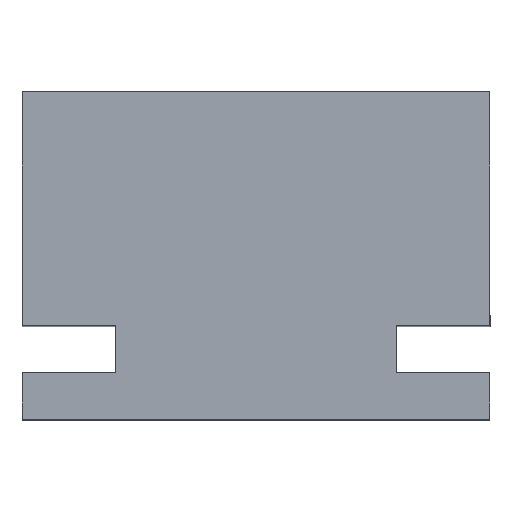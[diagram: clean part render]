
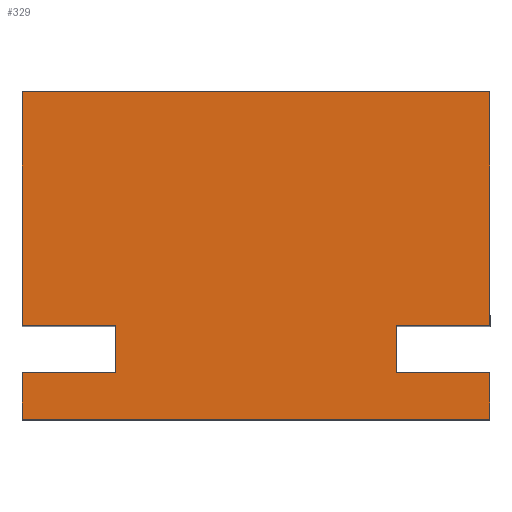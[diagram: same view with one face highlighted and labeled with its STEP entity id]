
A CAD part, top view. The second image highlights one B-rep face of the part: STEP entity #329.
In plain terms, the highlighted planar face has unit normal (0, 0, 1).
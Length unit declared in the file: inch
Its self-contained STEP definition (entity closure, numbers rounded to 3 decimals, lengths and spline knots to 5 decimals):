
#11 = ORIENTED_EDGE ( 'NONE', *, *, #346, .F. ) ;
#14 = VECTOR ( 'NONE', #256, 39.37008 ) ;
#19 = ORIENTED_EDGE ( 'NONE', *, *, #111, .F. ) ;
#29 = LINE ( 'NONE', #675, #91 ) ;
#31 = EDGE_CURVE ( 'NONE', #222, #543, #116, .T. ) ;
#33 = CARTESIAN_POINT ( 'NONE',  ( -0.375, 0.375, 1. ) ) ;
#42 = EDGE_CURVE ( 'NONE', #114, #703, #755, .T. ) ;
#48 = ORIENTED_EDGE ( 'NONE', *, *, #42, .F. ) ;
#58 = EDGE_CURVE ( 'NONE', #703, #222, #199, .T. ) ;
#59 = CARTESIAN_POINT ( 'NONE',  ( -0.625, 1., 1. ) ) ;
#62 = VERTEX_POINT ( 'NONE', #633 ) ;
#67 = DIRECTION ( 'NONE',  ( -1., 0., 0. ) ) ;
#91 = VECTOR ( 'NONE', #609, 39.37008 ) ;
#101 = ORIENTED_EDGE ( 'NONE', *, *, #425, .F. ) ;
#106 = ORIENTED_EDGE ( 'NONE', *, *, #190, .F. ) ;
#111 = EDGE_CURVE ( 'NONE', #543, #793, #817, .T. ) ;
#114 = VERTEX_POINT ( 'NONE', #501 ) ;
#116 = LINE ( 'NONE', #626, #716 ) ;
#132 = CARTESIAN_POINT ( 'NONE',  ( 0.375, 0.25, 1. ) ) ;
#143 = EDGE_CURVE ( 'NONE', #62, #412, #209, .T. ) ;
#153 = CARTESIAN_POINT ( 'NONE',  ( 0.625, 0.25, 1. ) ) ;
#155 = DIRECTION ( 'NONE',  ( 0., -1., 0. ) ) ;
#174 = CARTESIAN_POINT ( 'NONE',  ( -0.375, 0.25, 1. ) ) ;
#185 = DIRECTION ( 'NONE',  ( 0., 1., 0. ) ) ;
#188 = VERTEX_POINT ( 'NONE', #519 ) ;
#190 = EDGE_CURVE ( 'NONE', #431, #62, #29, .T. ) ;
#199 = LINE ( 'NONE', #572, #697 ) ;
#202 = VECTOR ( 'NONE', #585, 39.37008 ) ;
#205 = ORIENTED_EDGE ( 'NONE', *, *, #143, .F. ) ;
#209 = LINE ( 'NONE', #594, #468 ) ;
#218 = LINE ( 'NONE', #331, #202 ) ;
#219 = VERTEX_POINT ( 'NONE', #656 ) ;
#222 = VERTEX_POINT ( 'NONE', #174 ) ;
#238 = EDGE_LOOP ( 'NONE', ( #205, #106, #507, #776, #19, #460, #667, #48, #304, #101, #11, #326 ) ) ;
#243 = DIRECTION ( 'NONE',  ( 1., 0., 0. ) ) ;
#251 = VECTOR ( 'NONE', #185, 39.37008 ) ;
#254 = CARTESIAN_POINT ( 'NONE',  ( 0.28937, 2.42515, 1. ) ) ;
#256 = DIRECTION ( 'NONE',  ( -1., 0., 0. ) ) ;
#270 = LINE ( 'NONE', #153, #762 ) ;
#294 = CARTESIAN_POINT ( 'NONE',  ( -0.625, 2.42515, 1. ) ) ;
#304 = ORIENTED_EDGE ( 'NONE', *, *, #385, .T. ) ;
#313 = DIRECTION ( 'NONE',  ( 1., 0., 0. ) ) ;
#326 = ORIENTED_EDGE ( 'NONE', *, *, #551, .F. ) ;
#329 = ADVANCED_FACE ( 'NONE', ( #429 ), #492, .F. ) ;
#331 = CARTESIAN_POINT ( 'NONE',  ( 0.28937, 0.125, 1. ) ) ;
#346 = EDGE_CURVE ( 'NONE', #389, #219, #695, .T. ) ;
#372 = CARTESIAN_POINT ( 'NONE',  ( -0.625, 0.25, 1. ) ) ;
#375 = DIRECTION ( 'NONE',  ( 0., -1., 0. ) ) ;
#385 = EDGE_CURVE ( 'NONE', #114, #188, #218, .T. ) ;
#389 = VERTEX_POINT ( 'NONE', #581 ) ;
#396 = CARTESIAN_POINT ( 'NONE',  ( 0.625, 1., 1. ) ) ;
#410 = CARTESIAN_POINT ( 'NONE',  ( 0.375, 0.375, 1. ) ) ;
#412 = VERTEX_POINT ( 'NONE', #639 ) ;
#417 = VERTEX_POINT ( 'NONE', #711 ) ;
#422 = AXIS2_PLACEMENT_3D ( 'NONE', #254, #691, #67 ) ;
#425 = EDGE_CURVE ( 'NONE', #219, #188, #270, .T. ) ;
#429 = FACE_OUTER_BOUND ( 'NONE', #238, .T. ) ;
#431 = VERTEX_POINT ( 'NONE', #396 ) ;
#438 = LINE ( 'NONE', #59, #553 ) ;
#443 = DIRECTION ( 'NONE',  ( 1., 0., 0. ) ) ;
#460 = ORIENTED_EDGE ( 'NONE', *, *, #31, .F. ) ;
#468 = VECTOR ( 'NONE', #645, 39.37008 ) ;
#485 = VECTOR ( 'NONE', #155, 39.37008 ) ;
#492 = PLANE ( 'NONE',  #422 ) ;
#501 = CARTESIAN_POINT ( 'NONE',  ( -0.625, 0.125, 1. ) ) ;
#507 = ORIENTED_EDGE ( 'NONE', *, *, #756, .F. ) ;
#516 = DIRECTION ( 'NONE',  ( 0., -1., 0. ) ) ;
#519 = CARTESIAN_POINT ( 'NONE',  ( 0.625, 0.125, 1. ) ) ;
#543 = VERTEX_POINT ( 'NONE', #33 ) ;
#551 = EDGE_CURVE ( 'NONE', #412, #389, #790, .T. ) ;
#552 = VECTOR ( 'NONE', #375, 39.37008 ) ;
#553 = VECTOR ( 'NONE', #313, 39.37008 ) ;
#556 = DIRECTION ( 'NONE',  ( 0., 1., 0. ) ) ;
#565 = VECTOR ( 'NONE', #243, 39.37008 ) ;
#572 = CARTESIAN_POINT ( 'NONE',  ( -0.375, 0.25, 1. ) ) ;
#581 = CARTESIAN_POINT ( 'NONE',  ( 0.375, 0.25, 1. ) ) ;
#585 = DIRECTION ( 'NONE',  ( 1., 0., 0. ) ) ;
#594 = CARTESIAN_POINT ( 'NONE',  ( 1., 0.375, 1. ) ) ;
#609 = DIRECTION ( 'NONE',  ( 0., -1., 0. ) ) ;
#626 = CARTESIAN_POINT ( 'NONE',  ( -0.375, 0.375, 1. ) ) ;
#633 = CARTESIAN_POINT ( 'NONE',  ( 0.625, 0.375, 1. ) ) ;
#639 = CARTESIAN_POINT ( 'NONE',  ( 0.375, 0.375, 1. ) ) ;
#645 = DIRECTION ( 'NONE',  ( -1., 0., 0. ) ) ;
#656 = CARTESIAN_POINT ( 'NONE',  ( 0.625, 0.25, 1. ) ) ;
#667 = ORIENTED_EDGE ( 'NONE', *, *, #58, .F. ) ;
#675 = CARTESIAN_POINT ( 'NONE',  ( 0.625, 2.42515, 1. ) ) ;
#680 = CARTESIAN_POINT ( 'NONE',  ( -1., 0.375, 1. ) ) ;
#686 = CARTESIAN_POINT ( 'NONE',  ( -0.625, 0.25, 1. ) ) ;
#691 = DIRECTION ( 'NONE',  ( 0., 0., -1. ) ) ;
#695 = LINE ( 'NONE', #132, #565 ) ;
#697 = VECTOR ( 'NONE', #443, 39.37008 ) ;
#698 = EDGE_CURVE ( 'NONE', #417, #793, #733, .T. ) ;
#703 = VERTEX_POINT ( 'NONE', #686 ) ;
#711 = CARTESIAN_POINT ( 'NONE',  ( -0.625, 1., 1. ) ) ;
#716 = VECTOR ( 'NONE', #556, 39.37008 ) ;
#733 = LINE ( 'NONE', #294, #552 ) ;
#740 = CARTESIAN_POINT ( 'NONE',  ( -0.625, 0.375, 1. ) ) ;
#755 = LINE ( 'NONE', #372, #251 ) ;
#756 = EDGE_CURVE ( 'NONE', #417, #431, #438, .T. ) ;
#762 = VECTOR ( 'NONE', #516, 39.37008 ) ;
#776 = ORIENTED_EDGE ( 'NONE', *, *, #698, .T. ) ;
#790 = LINE ( 'NONE', #410, #485 ) ;
#793 = VERTEX_POINT ( 'NONE', #740 ) ;
#817 = LINE ( 'NONE', #680, #14 ) ;
